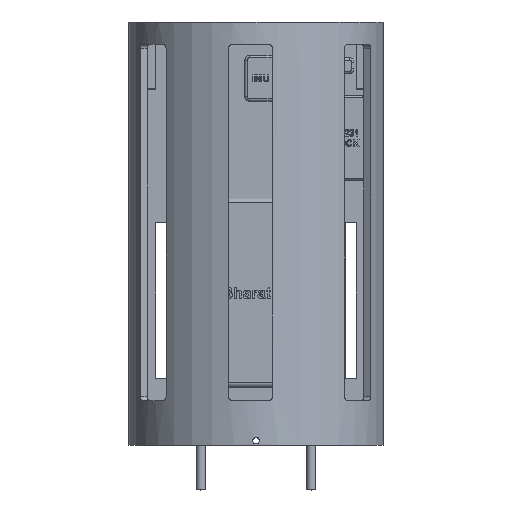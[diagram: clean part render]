
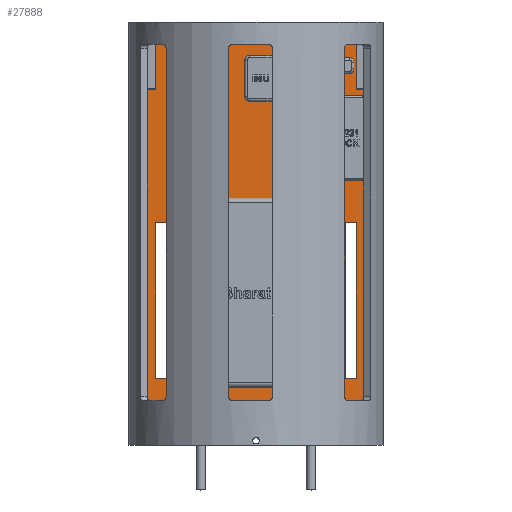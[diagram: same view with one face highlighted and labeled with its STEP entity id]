
A CAD part, top view. The second image highlights one B-rep face of the part: STEP entity #27888.
In plain terms, the highlighted planar face has unit normal (0, 0, 1).
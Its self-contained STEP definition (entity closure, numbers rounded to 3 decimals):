
#2221=FACE_BOUND('',#9391,.T.);
#2222=FACE_BOUND('',#9392,.T.);
#2550=LINE('',#36885,#5119);
#2553=LINE('',#36891,#5122);
#2556=LINE('',#36897,#5125);
#2559=LINE('',#36901,#5128);
#2562=LINE('',#36909,#5131);
#2565=LINE('',#36915,#5134);
#2568=LINE('',#36921,#5137);
#2571=LINE('',#36925,#5140);
#2572=LINE('',#36929,#5141);
#2577=LINE('',#36948,#5146);
#2578=LINE('',#36951,#5147);
#2579=LINE('',#36952,#5148);
#5119=VECTOR('',#31206,10.);
#5122=VECTOR('',#31211,10.);
#5125=VECTOR('',#31216,10.);
#5128=VECTOR('',#31221,10.);
#5131=VECTOR('',#31226,10.);
#5134=VECTOR('',#31231,10.);
#5137=VECTOR('',#31236,10.);
#5140=VECTOR('',#31241,10.);
#5141=VECTOR('',#31244,10.);
#5146=VECTOR('',#31261,10.);
#5147=VECTOR('',#31264,10.);
#5148=VECTOR('',#31265,10.);
#7771=FACE_OUTER_BOUND('',#9390,.T.);
#9390=EDGE_LOOP('',(#19159,#19160,#19161,#19162));
#9391=EDGE_LOOP('',(#19163,#19164,#19165,#19166));
#9392=EDGE_LOOP('',(#19167,#19168,#19169,#19170));
#11474=VERTEX_POINT('',#36882);
#11475=VERTEX_POINT('',#36884);
#11477=VERTEX_POINT('',#36890);
#11479=VERTEX_POINT('',#36896);
#11482=VERTEX_POINT('',#36906);
#11483=VERTEX_POINT('',#36908);
#11485=VERTEX_POINT('',#36914);
#11487=VERTEX_POINT('',#36920);
#11488=VERTEX_POINT('',#36927);
#11489=VERTEX_POINT('',#36928);
#11492=VERTEX_POINT('',#36936);
#11498=VERTEX_POINT('',#36950);
#14443=EDGE_CURVE('',#11475,#11474,#2550,.T.);
#14446=EDGE_CURVE('',#11477,#11475,#2553,.T.);
#14449=EDGE_CURVE('',#11479,#11477,#2556,.T.);
#14452=EDGE_CURVE('',#11474,#11479,#2559,.T.);
#14455=EDGE_CURVE('',#11483,#11482,#2562,.T.);
#14458=EDGE_CURVE('',#11485,#11483,#2565,.T.);
#14461=EDGE_CURVE('',#11487,#11485,#2568,.T.);
#14464=EDGE_CURVE('',#11482,#11487,#2571,.T.);
#14465=EDGE_CURVE('',#11488,#11489,#2572,.T.);
#14475=EDGE_CURVE('',#11489,#11492,#2577,.T.);
#14476=EDGE_CURVE('',#11498,#11488,#2578,.T.);
#14477=EDGE_CURVE('',#11492,#11498,#2579,.T.);
#19159=ORIENTED_EDGE('',*,*,#14465,.F.);
#19160=ORIENTED_EDGE('',*,*,#14476,.F.);
#19161=ORIENTED_EDGE('',*,*,#14477,.F.);
#19162=ORIENTED_EDGE('',*,*,#14475,.F.);
#19163=ORIENTED_EDGE('',*,*,#14449,.T.);
#19164=ORIENTED_EDGE('',*,*,#14446,.T.);
#19165=ORIENTED_EDGE('',*,*,#14443,.T.);
#19166=ORIENTED_EDGE('',*,*,#14452,.T.);
#19167=ORIENTED_EDGE('',*,*,#14461,.T.);
#19168=ORIENTED_EDGE('',*,*,#14458,.T.);
#19169=ORIENTED_EDGE('',*,*,#14455,.T.);
#19170=ORIENTED_EDGE('',*,*,#14464,.T.);
#27104=PLANE('',#29613);
#27888=ADVANCED_FACE('',(#7771,#2221,#2222),#27104,.F.);
#29613=AXIS2_PLACEMENT_3D('',#36949,#31262,#31263);
#31206=DIRECTION('',(-1.,0.,0.));
#31211=DIRECTION('',(0.,-1.,0.));
#31216=DIRECTION('',(1.,0.,0.));
#31221=DIRECTION('',(0.,1.,0.));
#31226=DIRECTION('',(0.,1.,0.));
#31231=DIRECTION('',(-1.,0.,0.));
#31236=DIRECTION('',(0.,-1.,0.));
#31241=DIRECTION('',(1.,0.,0.));
#31244=DIRECTION('',(-1.,0.,0.));
#31261=DIRECTION('',(0.,1.,0.));
#31262=DIRECTION('center_axis',(0.,0.,-1.));
#31263=DIRECTION('ref_axis',(-1.,0.,0.));
#31264=DIRECTION('',(0.,-1.,0.));
#31265=DIRECTION('',(1.,0.,0.));
#36882=CARTESIAN_POINT('',(40.,30.,4.));
#36884=CARTESIAN_POINT('',(45.,30.,4.));
#36885=CARTESIAN_POINT('',(22.5,30.,4.));
#36890=CARTESIAN_POINT('',(45.,100.,4.));
#36891=CARTESIAN_POINT('',(45.,97.75,4.));
#36896=CARTESIAN_POINT('',(40.,100.,4.));
#36897=CARTESIAN_POINT('',(20.,100.,4.));
#36901=CARTESIAN_POINT('',(40.,62.75,4.));
#36906=CARTESIAN_POINT('',(-45.,100.,4.));
#36908=CARTESIAN_POINT('',(-45.,30.,4.));
#36909=CARTESIAN_POINT('',(-45.,62.75,4.));
#36914=CARTESIAN_POINT('',(-40.,30.,4.));
#36915=CARTESIAN_POINT('',(-20.,30.,4.));
#36920=CARTESIAN_POINT('',(-40.,100.,4.));
#36921=CARTESIAN_POINT('',(-40.,97.75,4.));
#36925=CARTESIAN_POINT('',(-22.5,100.,4.));
#36927=CARTESIAN_POINT('',(53.25,6.,4.));
#36928=CARTESIAN_POINT('',(-53.25,6.,4.));
#36929=CARTESIAN_POINT('',(-26.583,6.,4.));
#36936=CARTESIAN_POINT('',(-53.25,185.,4.));
#36948=CARTESIAN_POINT('',(-53.25,185.,4.));
#36949=CARTESIAN_POINT('Origin',(0.,95.5,4.));
#36950=CARTESIAN_POINT('',(53.25,185.,4.));
#36951=CARTESIAN_POINT('',(53.25,185.,4.));
#36952=CARTESIAN_POINT('',(53.165,185.,4.));
